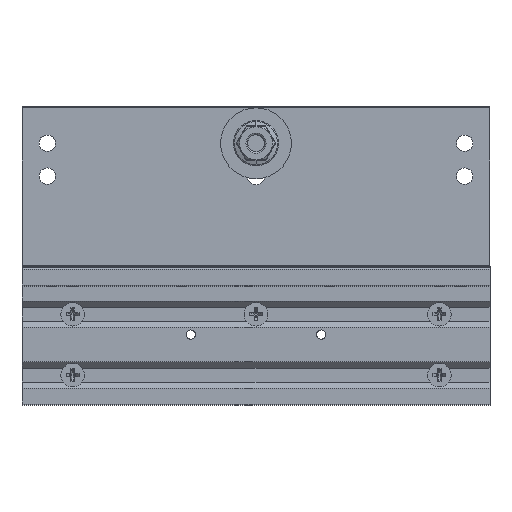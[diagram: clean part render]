
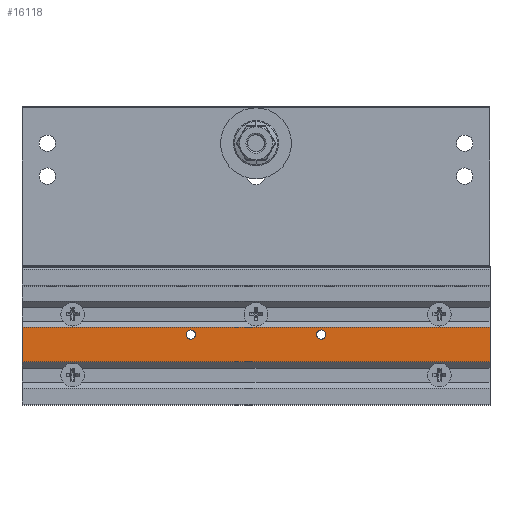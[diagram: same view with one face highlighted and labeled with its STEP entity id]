
A CAD part, top view. The second image highlights one B-rep face of the part: STEP entity #16118.
In plain terms, the highlighted planar face has unit normal (0, 0, 1).
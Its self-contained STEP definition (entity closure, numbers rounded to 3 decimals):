
#402 = VERTEX_POINT ( 'NONE', #41073 ) ;
#846 = EDGE_CURVE ( 'NONE', #27020, #6262, #26573, .T. ) ;
#1407 = DIRECTION ( 'NONE',  ( 0., 1., 0. ) ) ;
#1660 = ORIENTED_EDGE ( 'NONE', *, *, #33437, .F. ) ;
#2339 = EDGE_LOOP ( 'NONE', ( #16746, #50297 ) ) ;
#3002 = CARTESIAN_POINT ( 'NONE',  ( -92.5, -23.95, -48. ) ) ;
#4218 = ORIENTED_EDGE ( 'NONE', *, *, #39358, .F. ) ;
#4563 = VERTEX_POINT ( 'NONE', #21306 ) ;
#6084 = EDGE_CURVE ( 'NONE', #4563, #18830, #10987, .T. ) ;
#6262 = VERTEX_POINT ( 'NONE', #9873 ) ;
#7299 = CARTESIAN_POINT ( 'NONE',  ( -92.5, -23.95, -48. ) ) ;
#8294 = AXIS2_PLACEMENT_3D ( 'NONE', #20867, #24904, #37280 ) ;
#8669 = FACE_BOUND ( 'NONE', #29118, .T. ) ;
#9873 = CARTESIAN_POINT ( 'NONE',  ( 25.8, -24.925, -48. ) ) ;
#10260 = LINE ( 'NONE', #3002, #12907 ) ;
#10987 = LINE ( 'NONE', #14470, #20125 ) ;
#12907 = VECTOR ( 'NONE', #14525, 1000. ) ;
#13384 = DIRECTION ( 'NONE',  ( 1., 0., 0. ) ) ;
#13822 = AXIS2_PLACEMENT_3D ( 'NONE', #52552, #36421, #35883 ) ;
#14470 = CARTESIAN_POINT ( 'NONE',  ( 92.5, -54.75, -48. ) ) ;
#14525 = DIRECTION ( 'NONE',  ( 1., 0., 0. ) ) ;
#16118 = ADVANCED_FACE ( 'NONE', ( #30148, #8669, #46543 ), #49516, .F. ) ;
#16360 = CARTESIAN_POINT ( 'NONE',  ( -92.5, -54.75, -48. ) ) ;
#16746 = ORIENTED_EDGE ( 'NONE', *, *, #846, .F. ) ;
#16841 = CARTESIAN_POINT ( 'NONE',  ( -92.5, -37.55, -48. ) ) ;
#17077 = DIRECTION ( 'NONE',  ( 0., 0., 1. ) ) ;
#18201 = CIRCLE ( 'NONE', #45693, 1.825 ) ;
#18244 = AXIS2_PLACEMENT_3D ( 'NONE', #20736, #37690, #50051 ) ;
#18771 = DIRECTION ( 'NONE',  ( 0., -1., 0. ) ) ;
#18830 = VERTEX_POINT ( 'NONE', #19777 ) ;
#19777 = CARTESIAN_POINT ( 'NONE',  ( 92.5, -37.55, -48. ) ) ;
#20125 = VECTOR ( 'NONE', #18771, 1000. ) ;
#20736 = CARTESIAN_POINT ( 'NONE',  ( 92.5, -54.75, -48. ) ) ;
#20867 = CARTESIAN_POINT ( 'NONE',  ( -25.8, -26.75, -48. ) ) ;
#21306 = CARTESIAN_POINT ( 'NONE',  ( 92.5, -23.95, -48. ) ) ;
#22258 = AXIS2_PLACEMENT_3D ( 'NONE', #44767, #17077, #33478 ) ;
#22322 = VERTEX_POINT ( 'NONE', #16841 ) ;
#24904 = DIRECTION ( 'NONE',  ( 0., 0., 1. ) ) ;
#25182 = ORIENTED_EDGE ( 'NONE', *, *, #37022, .T. ) ;
#26068 = VECTOR ( 'NONE', #13384, 1000. ) ;
#26573 = CIRCLE ( 'NONE', #22258, 1.825 ) ;
#27020 = VERTEX_POINT ( 'NONE', #36760 ) ;
#29118 = EDGE_LOOP ( 'NONE', ( #1660, #48603 ) ) ;
#29743 = CIRCLE ( 'NONE', #8294, 1.825 ) ;
#30148 = FACE_BOUND ( 'NONE', #2339, .T. ) ;
#31014 = CIRCLE ( 'NONE', #13822, 1.825 ) ;
#31279 = ORIENTED_EDGE ( 'NONE', *, *, #48862, .T. ) ;
#31968 = LINE ( 'NONE', #16360, #44578 ) ;
#33437 = EDGE_CURVE ( 'NONE', #402, #34884, #29743, .T. ) ;
#33478 = DIRECTION ( 'NONE',  ( 0., 1., 0. ) ) ;
#33812 = LINE ( 'NONE', #50207, #26068 ) ;
#34166 = DIRECTION ( 'NONE',  ( 0., 0., 1. ) ) ;
#34415 = EDGE_CURVE ( 'NONE', #6262, #27020, #18201, .T. ) ;
#34568 = VERTEX_POINT ( 'NONE', #7299 ) ;
#34884 = VERTEX_POINT ( 'NONE', #41661 ) ;
#35883 = DIRECTION ( 'NONE',  ( 0., -1., 0. ) ) ;
#36421 = DIRECTION ( 'NONE',  ( 0., 0., 1. ) ) ;
#36760 = CARTESIAN_POINT ( 'NONE',  ( 25.8, -28.575, -48. ) ) ;
#37022 = EDGE_CURVE ( 'NONE', #34568, #22322, #31968, .T. ) ;
#37280 = DIRECTION ( 'NONE',  ( 0., -1., 0. ) ) ;
#37690 = DIRECTION ( 'NONE',  ( 0., 0., -1. ) ) ;
#39358 = EDGE_CURVE ( 'NONE', #34568, #4563, #10260, .T. ) ;
#40272 = EDGE_CURVE ( 'NONE', #34884, #402, #31014, .T. ) ;
#41073 = CARTESIAN_POINT ( 'NONE',  ( -25.8, -28.575, -48. ) ) ;
#41661 = CARTESIAN_POINT ( 'NONE',  ( -25.8, -24.925, -48. ) ) ;
#42324 = EDGE_LOOP ( 'NONE', ( #25182, #31279, #51356, #4218 ) ) ;
#44578 = VECTOR ( 'NONE', #47834, 1000. ) ;
#44767 = CARTESIAN_POINT ( 'NONE',  ( 25.8, -26.75, -48. ) ) ;
#45693 = AXIS2_PLACEMENT_3D ( 'NONE', #50312, #34166, #1407 ) ;
#46543 = FACE_OUTER_BOUND ( 'NONE', #42324, .T. ) ;
#47834 = DIRECTION ( 'NONE',  ( 0., -1., 0. ) ) ;
#48603 = ORIENTED_EDGE ( 'NONE', *, *, #40272, .F. ) ;
#48862 = EDGE_CURVE ( 'NONE', #22322, #18830, #33812, .T. ) ;
#49516 = PLANE ( 'NONE',  #18244 ) ;
#50051 = DIRECTION ( 'NONE',  ( 0., 1., 0. ) ) ;
#50207 = CARTESIAN_POINT ( 'NONE',  ( -92.5, -37.55, -48. ) ) ;
#50297 = ORIENTED_EDGE ( 'NONE', *, *, #34415, .F. ) ;
#50312 = CARTESIAN_POINT ( 'NONE',  ( 25.8, -26.75, -48. ) ) ;
#51356 = ORIENTED_EDGE ( 'NONE', *, *, #6084, .F. ) ;
#52552 = CARTESIAN_POINT ( 'NONE',  ( -25.8, -26.75, -48. ) ) ;
